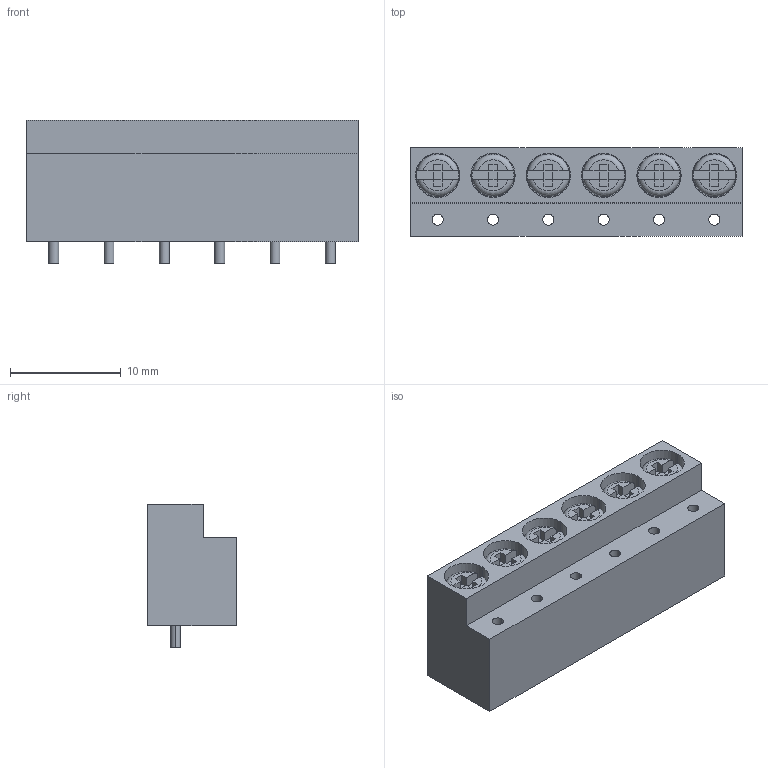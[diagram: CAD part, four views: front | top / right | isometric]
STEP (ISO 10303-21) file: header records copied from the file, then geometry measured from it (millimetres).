
FILE_DESCRIPTION (( 'STEP AP214' ), '1' );
FILE_NAME ('050-6.STEP', '2007-11-27T02:18:45', ( 'Chinese User' ), ( 'Chinese ORG' ), 'SwSTEP 2.0', 'SolidWorks 2004231', '' );
FILE_SCHEMA (( 'AUTOMOTIVE_DESIGN' ));
Length unit declared in the file: millimetre
Products named in the file (1): 050-6
Bounding box: 30 x 8 x 13 mm (x, y, z)
Volume: 2022.2 mm3; surface area: 3440.5 mm2
Topology: 1 solids, 1 shells, 368 faces, 906 edges, 540 vertices
Faces by surface type: plane 308, cylinder 48, torus 12
Entity records: 14756 total; most frequent: CARTESIAN_POINT 1968, ORIENTED_EDGE 1812, DIRECTION 1765, EDGE_CURVE 906, VECTOR 715, LINE 715, VERTEX_POINT 540, AXIS2_PLACEMENT_3D 525
